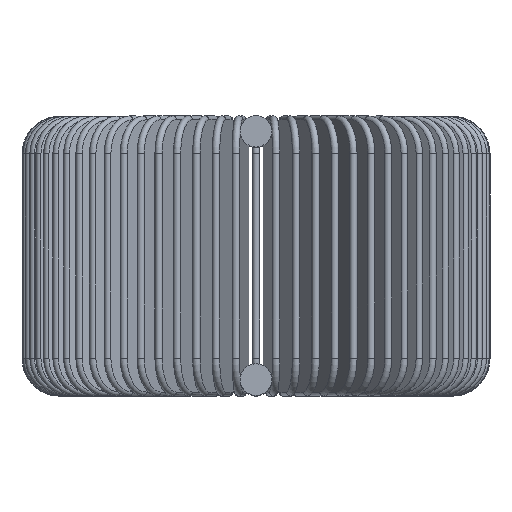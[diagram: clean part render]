
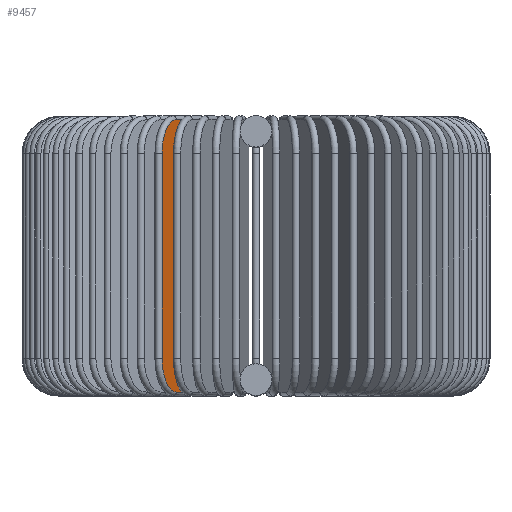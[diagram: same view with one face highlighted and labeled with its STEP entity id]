
A CAD part, top view. The second image highlights one B-rep face of the part: STEP entity #9457.
In plain terms, the highlighted planar face has unit normal (0.906, 0, 0.423).
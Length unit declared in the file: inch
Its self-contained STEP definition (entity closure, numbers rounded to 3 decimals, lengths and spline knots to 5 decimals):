
#9285=DIRECTION('',(0.,-1.,0.));
#9286=VECTOR('',#9285,0.272);
#9287=CARTESIAN_POINT('',(-0.12479,0.322,0.27944));
#9288=LINE('',#9287,#9286);
#9289=CARTESIAN_POINT('',(-0.10577,0.322,0.23866));
#9290=DIRECTION('',(0.906,0.,0.423));
#9291=DIRECTION('',(0.,1.,0.));
#9292=AXIS2_PLACEMENT_3D('',#9289,#9290,#9291);
#9294=DIRECTION('',(-0.423,0.,0.906));
#9295=VECTOR('',#9294,0.05);
#9296=CARTESIAN_POINT('',(-0.08464,0.367,0.19334));
#9297=LINE('',#9296,#9295);
#9298=CARTESIAN_POINT('',(-0.08464,0.322,0.19334));
#9299=DIRECTION('',(0.906,0.,0.423));
#9300=DIRECTION('',(0.423,0.,-0.906));
#9301=AXIS2_PLACEMENT_3D('',#9298,#9299,#9300);
#9303=DIRECTION('',(0.,1.,0.));
#9304=VECTOR('',#9303,0.272);
#9305=CARTESIAN_POINT('',(-0.06562,0.05,0.15256));
#9306=LINE('',#9305,#9304);
#9307=CARTESIAN_POINT('',(-0.08464,0.05,0.19334));
#9308=DIRECTION('',(0.906,0.,0.423));
#9309=DIRECTION('',(0.,-1.,0.));
#9310=AXIS2_PLACEMENT_3D('',#9307,#9308,#9309);
#9312=DIRECTION('',(0.423,0.,-0.906));
#9313=VECTOR('',#9312,0.05);
#9314=CARTESIAN_POINT('',(-0.10577,0.005,0.23866));
#9315=LINE('',#9314,#9313);
#9316=CARTESIAN_POINT('',(-0.10577,0.05,0.23866));
#9317=DIRECTION('',(0.906,0.,0.423));
#9318=DIRECTION('',(-0.423,0.,0.906));
#9319=AXIS2_PLACEMENT_3D('',#9316,#9317,#9318);
#9355=CARTESIAN_POINT('',(-0.12479,0.322,0.27944));
#9356=CARTESIAN_POINT('',(-0.12479,0.05,0.27944));
#9357=VERTEX_POINT('',#9355);
#9358=VERTEX_POINT('',#9356);
#9361=CARTESIAN_POINT('',(-0.10577,0.005,0.23866));
#9362=VERTEX_POINT('',#9361);
#9365=CARTESIAN_POINT('',(-0.08464,0.005,0.19334));
#9366=VERTEX_POINT('',#9365);
#9369=CARTESIAN_POINT('',(-0.06562,0.05,0.15256));
#9370=VERTEX_POINT('',#9369);
#9373=CARTESIAN_POINT('',(-0.06562,0.322,0.15256));
#9374=VERTEX_POINT('',#9373);
#9377=CARTESIAN_POINT('',(-0.08464,0.367,0.19334));
#9378=VERTEX_POINT('',#9377);
#9381=CARTESIAN_POINT('',(-0.10577,0.367,0.23866));
#9382=VERTEX_POINT('',#9381);
#9436=CARTESIAN_POINT('',(-0.1269,0.,0.28397));
#9437=DIRECTION('',(0.906,0.,0.423));
#9438=DIRECTION('',(0.423,0.,-0.906));
#9439=AXIS2_PLACEMENT_3D('',#9436,#9437,#9438);
#9440=PLANE('',#9439);
#9441=ORIENTED_EDGE('',*,*,#9429,.F.);
#9442=ORIENTED_EDGE('',*,*,#9392,.F.);
#9444=ORIENTED_EDGE('',*,*,#9443,.F.);
#9446=ORIENTED_EDGE('',*,*,#9445,.F.);
#9448=ORIENTED_EDGE('',*,*,#9447,.F.);
#9450=ORIENTED_EDGE('',*,*,#9449,.F.);
#9452=ORIENTED_EDGE('',*,*,#9451,.F.);
#9454=ORIENTED_EDGE('',*,*,#9453,.F.);
#9455=EDGE_LOOP('',(#9441,#9442,#9444,#9446,#9448,#9450,#9452,#9454));
#9456=FACE_OUTER_BOUND('',#9455,.F.);
#9293=CIRCLE('',#9292,0.045);
#9302=CIRCLE('',#9301,0.045);
#9311=CIRCLE('',#9310,0.045);
#9320=CIRCLE('',#9319,0.045);
#9392=EDGE_CURVE('',#9382,#9357,#9293,.T.);
#9429=EDGE_CURVE('',#9357,#9358,#9288,.T.);
#9443=EDGE_CURVE('',#9378,#9382,#9297,.T.);
#9445=EDGE_CURVE('',#9374,#9378,#9302,.T.);
#9447=EDGE_CURVE('',#9370,#9374,#9306,.T.);
#9449=EDGE_CURVE('',#9366,#9370,#9311,.T.);
#9451=EDGE_CURVE('',#9362,#9366,#9315,.T.);
#9453=EDGE_CURVE('',#9358,#9362,#9320,.T.);
#9457=ADVANCED_FACE('',(#9456),#9440,.T.);
